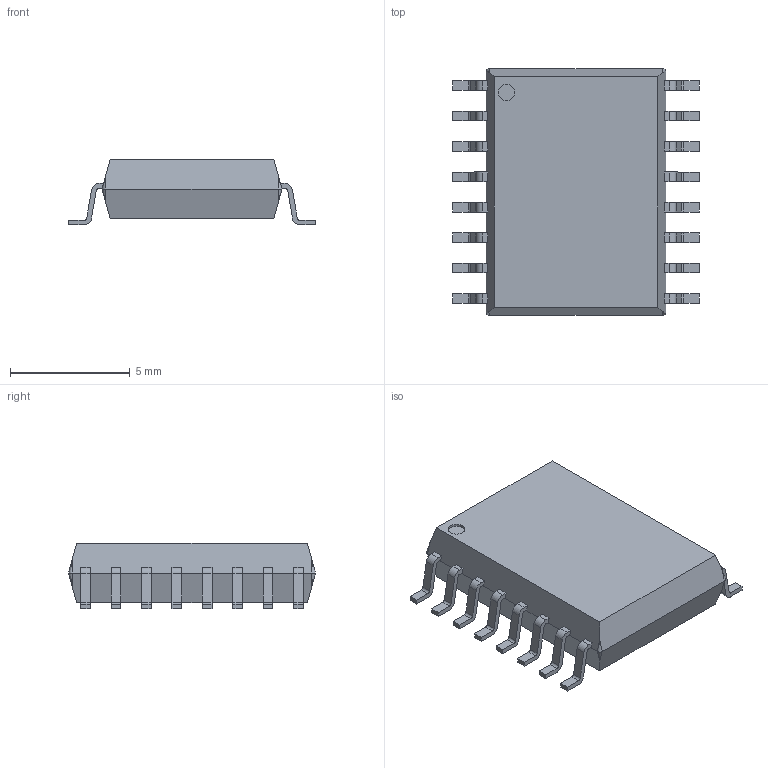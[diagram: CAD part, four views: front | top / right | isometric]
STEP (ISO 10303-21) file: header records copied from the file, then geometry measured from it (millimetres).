
FILE_DESCRIPTION (( 'STEP AP214' ), '1' );
FILE_NAME ('SOIC-16 Wide.step', '2021-03-25T06:07:34', ( '' ), ( '' ), 'SwSTEP 2.0', 'SolidWorks 2018', '' );
FILE_SCHEMA (( 'AUTOMOTIVE_DESIGN' ));
Length unit declared in the file: millimetre
Products named in the file (1): SOIC-16 Wide
Bounding box: 10.3 x 10.3 x 2.75 mm (x, y, z)
Volume: 181.9 mm3; surface area: 270.3 mm2
Topology: 1 solids, 1 shells, 229 faces, 630 edges, 412 vertices
Faces by surface type: plane 155, cylinder 66, cone 8
Entity records: 9741 total; most frequent: CARTESIAN_POINT 1264, ORIENTED_EDGE 1244, DIRECTION 1218, EDGE_CURVE 622, LINE 486, VECTOR 486, VERTEX_POINT 412, AXIS2_PLACEMENT_3D 366
